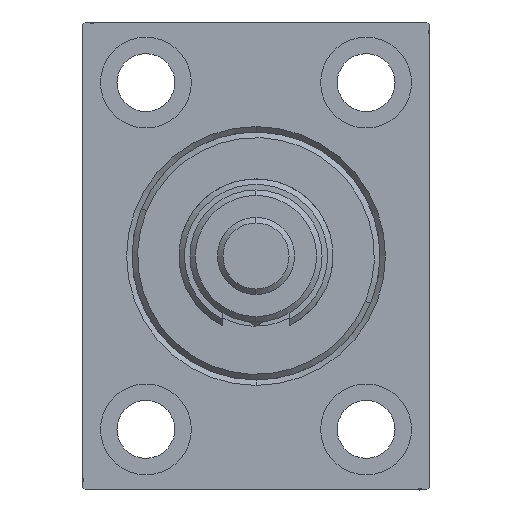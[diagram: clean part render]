
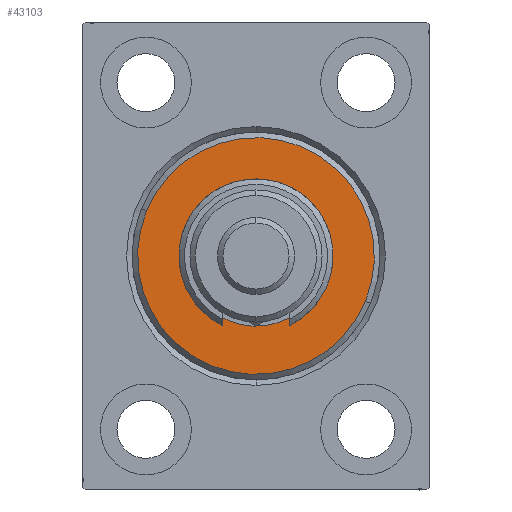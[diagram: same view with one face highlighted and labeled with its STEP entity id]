
A CAD part, left-side view. The second image highlights one B-rep face of the part: STEP entity #43103.
In plain terms, the highlighted face is planar.
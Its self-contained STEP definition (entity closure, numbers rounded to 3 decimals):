
#379 = DIRECTION ( 'NONE',  ( 0., 0., -1. ) ) ;
#2822 = DIRECTION ( 'NONE',  ( 0., 0., -1. ) ) ;
#4748 = DIRECTION ( 'NONE',  ( 0., 0., -1. ) ) ;
#4777 = CIRCLE ( 'NONE', #15485, 12.75 ) ;
#5214 = DIRECTION ( 'NONE',  ( -1., 0., 0. ) ) ;
#5277 = VERTEX_POINT ( 'NONE', #42933 ) ;
#5440 = CIRCLE ( 'NONE', #32282, 12.75 ) ;
#8346 = EDGE_LOOP ( 'NONE', ( #32005, #28854 ) ) ;
#9005 = VERTEX_POINT ( 'NONE', #29809 ) ;
#9415 = EDGE_CURVE ( 'NONE', #9005, #45787, #13619, .T. ) ;
#13619 = CIRCLE ( 'NONE', #22065, 21.5 ) ;
#13696 = DIRECTION ( 'NONE',  ( 1., 0., 0. ) ) ;
#14269 = CARTESIAN_POINT ( 'NONE',  ( 3., 0., 0. ) ) ;
#15176 = AXIS2_PLACEMENT_3D ( 'NONE', #14269, #18350, #379 ) ;
#15485 = AXIS2_PLACEMENT_3D ( 'NONE', #36711, #18442, #33343 ) ;
#16208 = CARTESIAN_POINT ( 'NONE',  ( 3., 0., 21.5 ) ) ;
#17292 = CARTESIAN_POINT ( 'NONE',  ( 3., 0., 0. ) ) ;
#18222 = EDGE_CURVE ( 'NONE', #5277, #28540, #5440, .T. ) ;
#18350 = DIRECTION ( 'NONE',  ( 1., 0., 0. ) ) ;
#18442 = DIRECTION ( 'NONE',  ( -1., 0., 0. ) ) ;
#22065 = AXIS2_PLACEMENT_3D ( 'NONE', #30451, #35696, #2822 ) ;
#24526 = EDGE_CURVE ( 'NONE', #28540, #5277, #4777, .T. ) ;
#28354 = DIRECTION ( 'NONE',  ( 0., 0., -1. ) ) ;
#28540 = VERTEX_POINT ( 'NONE', #44654 ) ;
#28693 = FACE_OUTER_BOUND ( 'NONE', #8346, .T. ) ;
#28854 = ORIENTED_EDGE ( 'NONE', *, *, #9415, .T. ) ;
#29802 = EDGE_CURVE ( 'NONE', #45787, #9005, #42456, .T. ) ;
#29809 = CARTESIAN_POINT ( 'NONE',  ( 3., 0., -21.5 ) ) ;
#30451 = CARTESIAN_POINT ( 'NONE',  ( 3., 0., 0. ) ) ;
#32005 = ORIENTED_EDGE ( 'NONE', *, *, #29802, .T. ) ;
#32282 = AXIS2_PLACEMENT_3D ( 'NONE', #45297, #5214, #4748 ) ;
#33343 = DIRECTION ( 'NONE',  ( 0., 0., -1. ) ) ;
#34140 = EDGE_LOOP ( 'NONE', ( #39879, #41288 ) ) ;
#35696 = DIRECTION ( 'NONE',  ( 1., 0., 0. ) ) ;
#36711 = CARTESIAN_POINT ( 'NONE',  ( 3., 0., 0. ) ) ;
#37094 = AXIS2_PLACEMENT_3D ( 'NONE', #17292, #13696, #28354 ) ;
#39879 = ORIENTED_EDGE ( 'NONE', *, *, #18222, .T. ) ;
#41288 = ORIENTED_EDGE ( 'NONE', *, *, #24526, .T. ) ;
#42456 = CIRCLE ( 'NONE', #37094, 21.5 ) ;
#42933 = CARTESIAN_POINT ( 'NONE',  ( 3., 0., 12.75 ) ) ;
#43103 = ADVANCED_FACE ( 'NONE', ( #28693, #47165 ), #43334, .T. ) ;
#43334 = PLANE ( 'NONE',  #15176 ) ;
#44654 = CARTESIAN_POINT ( 'NONE',  ( 3., 0., -12.75 ) ) ;
#45297 = CARTESIAN_POINT ( 'NONE',  ( 3., 0., 0. ) ) ;
#45787 = VERTEX_POINT ( 'NONE', #16208 ) ;
#47165 = FACE_BOUND ( 'NONE', #34140, .T. ) ;
